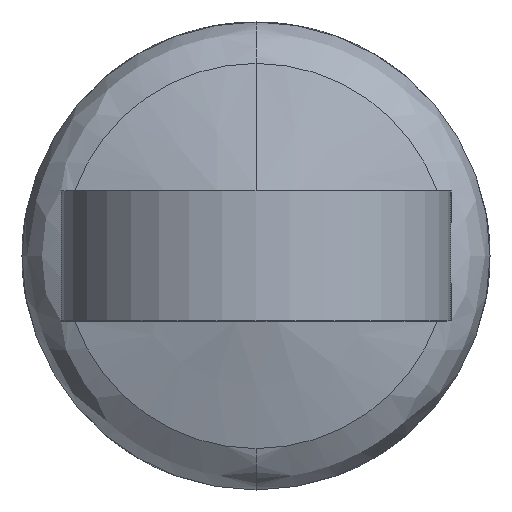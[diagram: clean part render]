
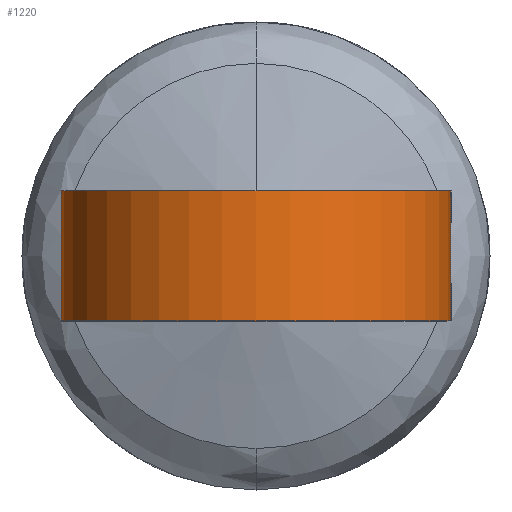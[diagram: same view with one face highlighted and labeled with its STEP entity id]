
A CAD part, front view. The second image highlights one B-rep face of the part: STEP entity #1220.
In plain terms, the highlighted cylindrical face has radius 7.5 mm (diameter 15 mm), a partial arc.
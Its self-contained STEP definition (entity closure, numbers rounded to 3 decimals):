
#98 = EDGE_CURVE ( 'NONE', #3408, #1489, #4398, .T. ) ;
#508 = ORIENTED_EDGE ( 'NONE', *, *, #98, .T. ) ;
#643 = AXIS2_PLACEMENT_3D ( 'NONE', #4006, #4705, #3588 ) ;
#689 = EDGE_CURVE ( 'NONE', #3408, #4018, #2850, .T. ) ;
#707 = VERTEX_POINT ( 'NONE', #4099 ) ;
#789 = DIRECTION ( 'NONE',  ( 0., 0., 1. ) ) ;
#974 = VECTOR ( 'NONE', #2519, 1000. ) ;
#1002 = DIRECTION ( 'NONE',  ( 0., 0., -1. ) ) ;
#1015 = EDGE_CURVE ( 'NONE', #707, #4018, #2147, .T. ) ;
#1220 = ADVANCED_FACE ( 'NONE', ( #3195 ), #1259, .T. ) ;
#1259 = CYLINDRICAL_SURFACE ( 'NONE', #643, 7.5 ) ;
#1282 = AXIS2_PLACEMENT_3D ( 'NONE', #3736, #789, #2241 ) ;
#1487 = CARTESIAN_POINT ( 'NONE',  ( 0., -20.484, 2.5 ) ) ;
#1489 = VERTEX_POINT ( 'NONE', #2021 ) ;
#1699 = ORIENTED_EDGE ( 'NONE', *, *, #1015, .T. ) ;
#1767 = ORIENTED_EDGE ( 'NONE', *, *, #689, .F. ) ;
#1835 = EDGE_CURVE ( 'NONE', #1489, #707, #2554, .T. ) ;
#1865 = DIRECTION ( 'NONE',  ( -1., 0., 0. ) ) ;
#1939 = ORIENTED_EDGE ( 'NONE', *, *, #1835, .T. ) ;
#2021 = CARTESIAN_POINT ( 'NONE',  ( -7.5, -20.484, -2.5 ) ) ;
#2099 = CARTESIAN_POINT ( 'NONE',  ( -7.5, -20.484, 2.5 ) ) ;
#2147 = LINE ( 'NONE', #3251, #974 ) ;
#2241 = DIRECTION ( 'NONE',  ( -1., 0., 0. ) ) ;
#2519 = DIRECTION ( 'NONE',  ( 0., 0., 1. ) ) ;
#2554 = CIRCLE ( 'NONE', #1282, 7.5 ) ;
#2850 = CIRCLE ( 'NONE', #3610, 7.5 ) ;
#3195 = FACE_OUTER_BOUND ( 'NONE', #3755, .T. ) ;
#3251 = CARTESIAN_POINT ( 'NONE',  ( 7.5, -20.484, 35.787 ) ) ;
#3377 = VECTOR ( 'NONE', #1002, 1000. ) ;
#3408 = VERTEX_POINT ( 'NONE', #2099 ) ;
#3490 = DIRECTION ( 'NONE',  ( 0., 0., 1. ) ) ;
#3569 = CARTESIAN_POINT ( 'NONE',  ( -7.5, -20.484, 35.787 ) ) ;
#3588 = DIRECTION ( 'NONE',  ( -1., 0., 0. ) ) ;
#3610 = AXIS2_PLACEMENT_3D ( 'NONE', #1487, #3490, #1865 ) ;
#3673 = CARTESIAN_POINT ( 'NONE',  ( 7.5, -20.484, 2.5 ) ) ;
#3736 = CARTESIAN_POINT ( 'NONE',  ( 0., -20.484, -2.5 ) ) ;
#3755 = EDGE_LOOP ( 'NONE', ( #1939, #1699, #1767, #508 ) ) ;
#4006 = CARTESIAN_POINT ( 'NONE',  ( 0., -20.484, 35.787 ) ) ;
#4018 = VERTEX_POINT ( 'NONE', #3673 ) ;
#4099 = CARTESIAN_POINT ( 'NONE',  ( 7.5, -20.484, -2.5 ) ) ;
#4398 = LINE ( 'NONE', #3569, #3377 ) ;
#4705 = DIRECTION ( 'NONE',  ( 0., 0., -1. ) ) ;
